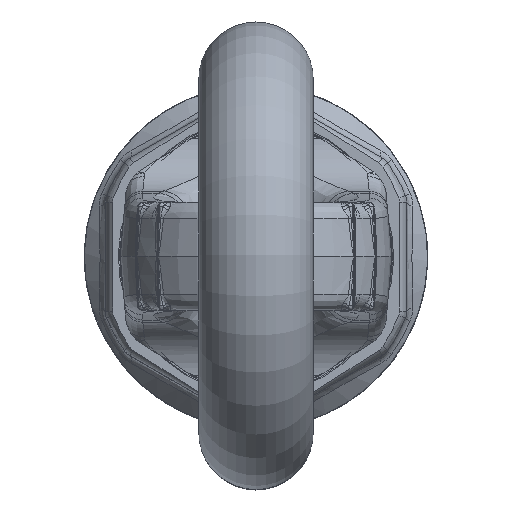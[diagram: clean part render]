
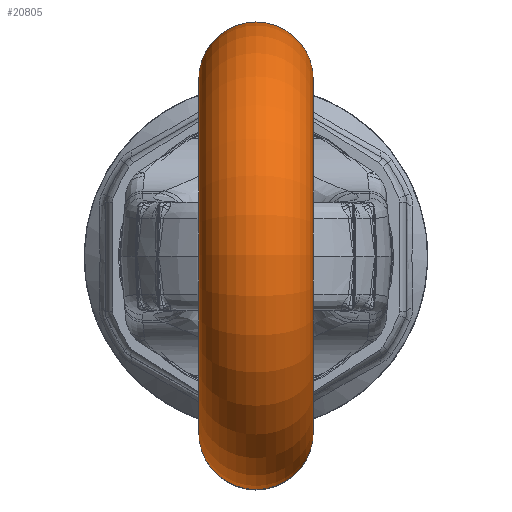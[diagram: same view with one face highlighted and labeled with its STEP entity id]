
A CAD part, top view. The second image highlights one B-rep face of the part: STEP entity #20805.
In plain terms, the highlighted toroidal (fillet/blend) face has major radius 29.283 mm and minor radius 9.5 mm.
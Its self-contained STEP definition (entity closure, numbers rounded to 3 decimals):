
#20690=CARTESIAN_POINT('Vertex',(9.5,29.283,51.283)) ;
#20697=CARTESIAN_POINT('Vertex',(-9.5,29.283,51.283)) ;
#20712=CARTESIAN_POINT('Axis2P3D Location',(0.,0.,51.283)) ;
#20717=CARTESIAN_POINT('Axis2P3D Location',(-9.5,0.,51.283)) ;
#20721=CARTESIAN_POINT('Vertex',(-9.5,-29.283,51.283)) ;
#20724=CARTESIAN_POINT('Axis2P3D Location',(9.5,0.,51.283)) ;
#20728=CARTESIAN_POINT('Vertex',(9.5,-29.283,51.283)) ;
#20782=CARTESIAN_POINT('Axis2P3D Location',(0.,29.283,51.283)) ;
#20794=CARTESIAN_POINT('Axis2P3D Location',(0.,-29.283,51.283)) ;
#20713=DIRECTION('Axis2P3D Direction',(1.,0.,0.)) ;
#20714=DIRECTION('Axis2P3D XDirection',(0.,1.,0.)) ;
#20718=DIRECTION('Axis2P3D Direction',(1.,0.,0.)) ;
#20725=DIRECTION('Axis2P3D Direction',(1.,0.,0.)) ;
#20783=DIRECTION('Axis2P3D Direction',(0.,0.,1.)) ;
#20795=DIRECTION('Axis2P3D Direction',(0.,0.,1.)) ;
#20715=AXIS2_PLACEMENT_3D('Torus Axis2P3D',#20712,#20713,#20714) ;
#20719=AXIS2_PLACEMENT_3D('Circle Axis2P3D',#20717,#20718,$) ;
#20726=AXIS2_PLACEMENT_3D('Circle Axis2P3D',#20724,#20725,$) ;
#20784=AXIS2_PLACEMENT_3D('Circle Axis2P3D',#20782,#20783,$) ;
#20796=AXIS2_PLACEMENT_3D('Circle Axis2P3D',#20794,#20795,$) ;
#20800=ORIENTED_EDGE('',*,*,#20730,.F.) ;
#20801=ORIENTED_EDGE('',*,*,#20786,.T.) ;
#20802=ORIENTED_EDGE('',*,*,#20723,.T.) ;
#20803=ORIENTED_EDGE('',*,*,#20798,.F.) ;
#20805=ADVANCED_FACE('\X2\710A63A574B0\X0\',(#20804),#20716,.T.) ;
#20720=CIRCLE('generated circle',#20719,29.283) ;
#20727=CIRCLE('generated circle',#20726,29.283) ;
#20785=CIRCLE('generated circle',#20784,9.5) ;
#20797=CIRCLE('generated circle',#20796,9.5) ;
#20716=TOROIDAL_SURFACE('homeo Torus',#20715,29.283,9.5) ;
#20723=EDGE_CURVE('',#20698,#20722,#20720,.T.) ;
#20730=EDGE_CURVE('',#20691,#20729,#20727,.T.) ;
#20786=EDGE_CURVE('',#20691,#20698,#20785,.T.) ;
#20798=EDGE_CURVE('',#20729,#20722,#20797,.F.) ;
#20799=EDGE_LOOP('',(#20800,#20801,#20802,#20803)) ;
#20804=FACE_OUTER_BOUND('',#20799,.T.) ;
#20691=VERTEX_POINT('',#20690) ;
#20698=VERTEX_POINT('',#20697) ;
#20722=VERTEX_POINT('',#20721) ;
#20729=VERTEX_POINT('',#20728) ;
